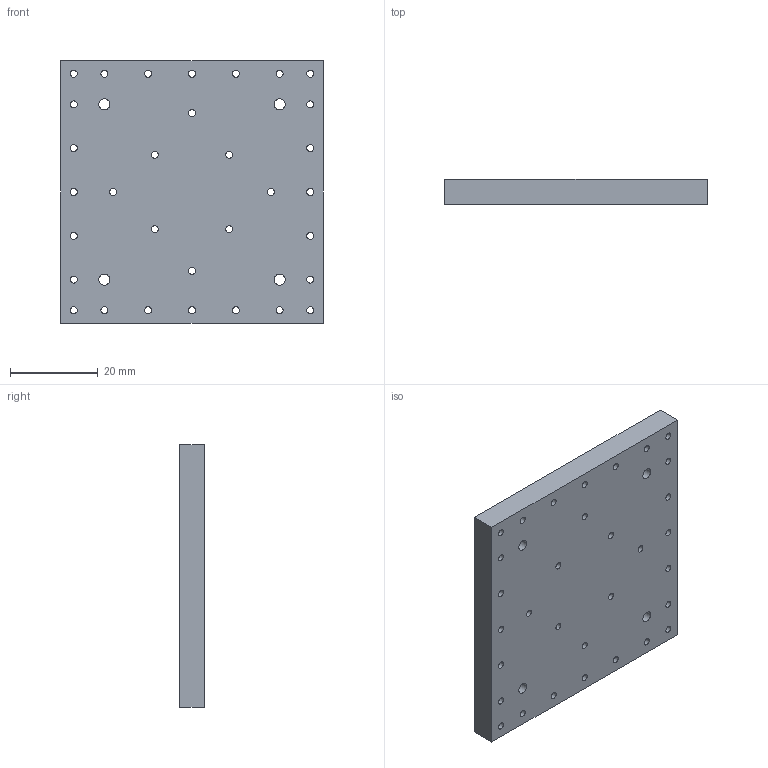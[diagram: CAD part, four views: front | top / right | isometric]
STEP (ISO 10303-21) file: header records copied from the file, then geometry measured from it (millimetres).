
FILE_DESCRIPTION(/* description */ (''),/* implementation_level */ '2;1');
FILE_NAME(/* name */ '202Q-SH-8port-7x7mm-Bottom.idw.stp',/* time_stamp */ '2022-05-06T15:49:17+02:00',/* author */ ('anlinus'),/* organization */ (''),/* preprocessor_version */ 'ST-DEVELOPER v18.1',/* originating_system */ 'Autodesk Inventor 2022',/* authorisation */ '');
FILE_SCHEMA (('AUTOMOTIVE_DESIGN { 1 0 10303 214 3 1 1 }'));
Length unit declared in the file: millimetre
Products named in the file (1): 202Q-SH-8port-7x7mm-Bottom.idw
Bounding box: 60 x 5.64 x 60 mm (x, y, z)
Volume: 17039.6 mm3; surface area: 10215.6 mm2
Topology: 1 solids, 1 shells, 103 faces, 237 edges, 158 vertices
Faces by surface type: cylinder 63, plane 40
Full cylindrical faces by diameter (mm): 1 x1, 1.6 x32, 2.5 x4, 3.6 x16, 3.8 x2
Entity records: 3162 total; most frequent: DIRECTION 571, CARTESIAN_POINT 499, ORIENTED_EDGE 474, EDGE_CURVE 237, AXIS2_PLACEMENT_3D 230, EDGE_LOOP 197, VERTEX_POINT 158, CIRCLE 126
